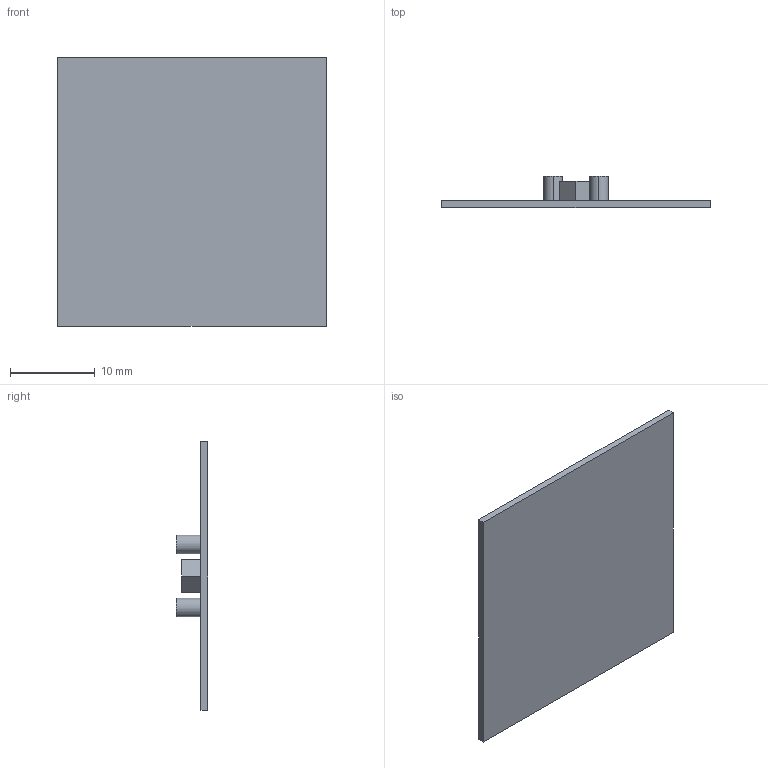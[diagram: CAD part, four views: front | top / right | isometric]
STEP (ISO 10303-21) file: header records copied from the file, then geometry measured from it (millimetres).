
FILE_DESCRIPTION (( 'STEP AP214' ), '1' );
FILE_NAME ('INGUN_108704.STEP', '2021-03-25T14:08:39', ( '' ), ( '' ), 'SwSTEP 2.0', 'SolidWorks 2018', '' );
FILE_SCHEMA (( 'AUTOMOTIVE_DESIGN' ));
Length unit declared in the file: millimetre
Products named in the file (1): INGUN_108704
Bounding box: 31.8 x 3.72 x 31.8 mm (x, y, z)
Volume: 845 mm3; surface area: 2240.9 mm2
Topology: 4 solids, 4 shells, 230 faces, 609 edges, 406 vertices
Faces by surface type: plane 128, bspline 94, cylinder 8
Entity records: 13846 total; most frequent: CARTESIAN_POINT 6562, ORIENTED_EDGE 1218, DIRECTION 709, EDGE_CURVE 609, VERTEX_POINT 406, LINE 403, VECTOR 403, EDGE_LOOP 253
